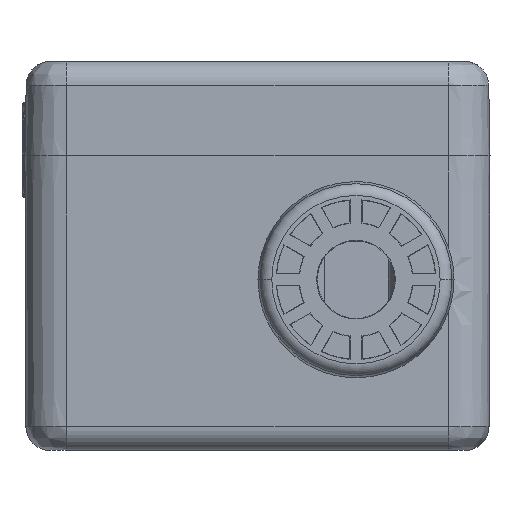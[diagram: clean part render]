
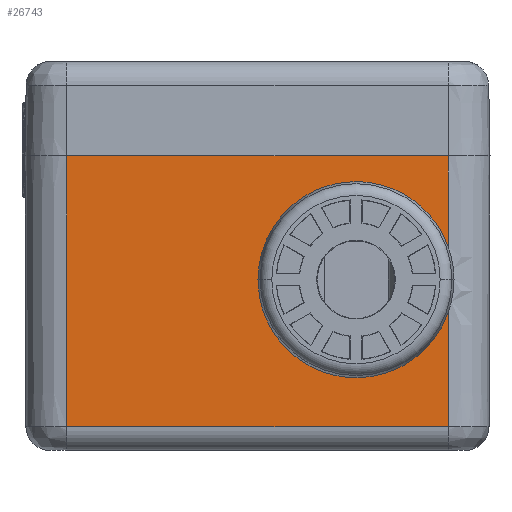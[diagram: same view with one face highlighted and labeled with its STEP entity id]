
A CAD part, front view. The second image highlights one B-rep face of the part: STEP entity #26743.
In plain terms, the highlighted planar face has unit normal (0, -1, -0.004).
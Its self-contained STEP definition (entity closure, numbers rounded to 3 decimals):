
#16401=DIRECTION('',(1.,0.,0.));
#16402=VECTOR('',#16401,32.);
#16403=CARTESIAN_POINT('',(-17.,-71.5,-1.8));
#16404=LINE('',#16403,#16402);
#16773=DIRECTION('',(-1.,0.,0.));
#16774=VECTOR('',#16773,32.);
#16775=CARTESIAN_POINT('',(15.,-71.421,
-24.507));
#16776=LINE('',#16775,#16774);
#16780=DIRECTION('',(0.,0.003,-1.));
#16781=VECTOR('',#16780,22.707);
#16782=CARTESIAN_POINT('',(-17.,-71.5,-1.8));
#16783=LINE('',#16782,#16781);
#16787=DIRECTION('',(0.,0.003,-1.));
#16788=VECTOR('',#16787,7.629);
#16789=CARTESIAN_POINT('',(15.,-71.5,-1.8));
#16790=LINE('',#16789,#16788);
#16794=CARTESIAN_POINT('',(15.,-71.473,-9.429));
#16795=CARTESIAN_POINT('',(14.917,-71.474,
-9.196));
#16796=CARTESIAN_POINT('',(14.77,-71.475,
-8.842));
#16797=CARTESIAN_POINT('',(14.504,-71.477,
-8.291));
#16798=CARTESIAN_POINT('',(14.201,-71.479,
-7.774));
#16799=CARTESIAN_POINT('',(13.859,-71.481,
-7.281));
#16800=CARTESIAN_POINT('',(13.423,-71.483,
-6.734));
#16801=CARTESIAN_POINT('',(12.902,-71.485,
-6.194));
#16802=CARTESIAN_POINT('',(12.3,-71.486,
-5.683));
#16803=CARTESIAN_POINT('',(11.716,-71.488,
-5.271));
#16804=CARTESIAN_POINT('',(10.954,-71.489,
-4.825));
#16805=CARTESIAN_POINT('',(10.029,-71.491,
-4.422));
#16806=CARTESIAN_POINT('',(8.95,-71.492,
-4.121));
#16807=CARTESIAN_POINT('',(7.897,-71.492,
-3.972));
#16808=CARTESIAN_POINT('',(6.868,-71.492,
-3.958));
#16809=CARTESIAN_POINT('',(5.86,-71.492,
-4.069));
#16810=CARTESIAN_POINT('',(4.874,-71.491,
-4.302));
#16811=CARTESIAN_POINT('',(3.908,-71.49,
-4.66));
#16812=CARTESIAN_POINT('',(2.966,-71.488,
-5.153));
#16813=CARTESIAN_POINT('',(2.051,-71.486,
-5.797));
#16814=CARTESIAN_POINT('',(1.314,-71.484,
-6.487));
#16815=CARTESIAN_POINT('',(0.746,-71.481,
-7.163));
#16816=CARTESIAN_POINT('',(0.333,-71.479,
-7.747));
#16817=CARTESIAN_POINT('',(-0.063,-71.477,
-8.429));
#16818=CARTESIAN_POINT('',(-0.373,-71.474,
-9.113));
#16819=CARTESIAN_POINT('',(-0.601,-71.472,
-9.774));
#16820=CARTESIAN_POINT('',(-0.758,-71.47,
-10.354));
#16821=CARTESIAN_POINT('',(-0.87,-71.468,
-10.942));
#16822=CARTESIAN_POINT('',(-0.937,-71.466,
-11.551));
#16823=CARTESIAN_POINT('',(-0.956,-71.465,
-11.934));
#16824=CARTESIAN_POINT('',(-0.956,-71.464,
-12.181));
#16829=CARTESIAN_POINT('',(-0.956,-71.464,
-12.181));
#16830=CARTESIAN_POINT('',(-0.956,-71.463,
-12.429));
#16831=CARTESIAN_POINT('',(-0.937,-71.462,
-12.813));
#16832=CARTESIAN_POINT('',(-0.872,-71.459,
-13.422));
#16833=CARTESIAN_POINT('',(-0.759,-71.457,
-14.011));
#16834=CARTESIAN_POINT('',(-0.603,-71.455,
-14.591));
#16835=CARTESIAN_POINT('',(-0.375,-71.453,
-15.253));
#16836=CARTESIAN_POINT('',(-0.066,-71.451,
-15.937));
#16837=CARTESIAN_POINT('',(0.33,-71.448,
-16.62));
#16838=CARTESIAN_POINT('',(0.742,-71.446,
-17.204));
#16839=CARTESIAN_POINT('',(1.31,-71.444,
-17.88));
#16840=CARTESIAN_POINT('',(2.046,-71.441,
-18.571));
#16841=CARTESIAN_POINT('',(2.962,-71.439,
-19.216));
#16842=CARTESIAN_POINT('',(3.904,-71.437,
-19.709));
#16843=CARTESIAN_POINT('',(4.869,-71.436,
-20.068));
#16844=CARTESIAN_POINT('',(5.855,-71.435,
-20.302));
#16845=CARTESIAN_POINT('',(6.863,-71.435,
-20.414));
#16846=CARTESIAN_POINT('',(7.893,-71.435,
-20.4));
#16847=CARTESIAN_POINT('',(8.945,-71.436,
-20.252));
#16848=CARTESIAN_POINT('',(10.024,-71.437,
-19.952));
#16849=CARTESIAN_POINT('',(10.95,-71.438,
-19.549));
#16850=CARTESIAN_POINT('',(11.712,-71.44,
-19.103));
#16851=CARTESIAN_POINT('',(12.297,-71.441,
-18.692));
#16852=CARTESIAN_POINT('',(12.899,-71.443,
-18.181));
#16853=CARTESIAN_POINT('',(13.42,-71.445,
-17.641));
#16854=CARTESIAN_POINT('',(13.857,-71.447,
-17.094));
#16855=CARTESIAN_POINT('',(14.2,-71.448,
-16.6));
#16856=CARTESIAN_POINT('',(14.503,-71.45,
-16.083));
#16857=CARTESIAN_POINT('',(14.77,-71.452,
-15.531));
#16858=CARTESIAN_POINT('',(14.917,-71.453,
-15.176));
#16859=CARTESIAN_POINT('',(15.,-71.454,-14.943));
#16864=DIRECTION('',(0.,0.003,-1.));
#16865=VECTOR('',#16864,9.564);
#16866=CARTESIAN_POINT('',(15.,-71.454,-14.943));
#16867=LINE('',#16866,#16865);
#24626=VERTEX_POINT('',#16794);
#24627=VERTEX_POINT('',#16824);
#24628=VERTEX_POINT('',#16859);
#24630=CARTESIAN_POINT('',(-17.,-71.5,-1.8));
#24631=CARTESIAN_POINT('',(15.,-71.5,-1.8));
#24632=VERTEX_POINT('',#24630);
#24633=VERTEX_POINT('',#24631);
#24841=CARTESIAN_POINT('',(-17.,-71.421,-24.507));
#24843=VERTEX_POINT('',#24841);
#24867=CARTESIAN_POINT('',(15.,-71.421,-24.507));
#24868=VERTEX_POINT('',#24867);
#26725=CARTESIAN_POINT('',(-21.014,-71.5,-1.8));
#26726=DIRECTION('',(0.,-1.,-0.003));
#26727=DIRECTION('',(1.,0.,0.));
#26728=AXIS2_PLACEMENT_3D('',#26725,#26726,#26727);
#26729=PLANE('',#26728);
#26730=ORIENTED_EDGE('',*,*,#26712,.T.);
#26731=ORIENTED_EDGE('',*,*,#26499,.F.);
#26732=ORIENTED_EDGE('',*,*,#26258,.T.);
#26734=ORIENTED_EDGE('',*,*,#26733,.T.);
#26736=ORIENTED_EDGE('',*,*,#26735,.T.);
#26738=ORIENTED_EDGE('',*,*,#26737,.T.);
#26740=ORIENTED_EDGE('',*,*,#26739,.T.);
#26741=EDGE_LOOP('',(#26730,#26731,#26732,#26734,#26736,#26738,#26740));
#26742=FACE_OUTER_BOUND('',#26741,.F.);
#16825=B_SPLINE_CURVE_WITH_KNOTS('',3,(#16794,#16795,#16796,#16797,#16798,
#16799,#16800,#16801,#16802,#16803,#16804,#16805,#16806,#16807,#16808,#16809,
#16810,#16811,#16812,#16813,#16814,#16815,#16816,#16817,#16818,#16819,#16820,
#16821,#16822,#16823,#16824),.UNSPECIFIED.,.F.,.F.,(4,1,1,1,1,1,1,1,1,1,1,1,1,1,
1,1,1,1,1,1,1,1,1,1,1,1,1,1,4),(0.,0.008,0.016,0.031,0.047,
0.063,0.094,0.125,0.156,0.188,0.25,0.313,0.375,0.438,
0.5,0.563,0.625,0.688,0.75,0.813,0.844,0.875,0.906,
0.938,0.953,0.969,0.984,0.992,1.),.UNSPECIFIED.);
#16860=B_SPLINE_CURVE_WITH_KNOTS('',3,(#16829,#16830,#16831,#16832,#16833,
#16834,#16835,#16836,#16837,#16838,#16839,#16840,#16841,#16842,#16843,#16844,
#16845,#16846,#16847,#16848,#16849,#16850,#16851,#16852,#16853,#16854,#16855,
#16856,#16857,#16858,#16859),.UNSPECIFIED.,.F.,.F.,(4,1,1,1,1,1,1,1,1,1,1,1,1,1,
1,1,1,1,1,1,1,1,1,1,1,1,1,1,4),(0.,0.008,0.016,0.031,0.047,
0.063,0.094,0.125,0.156,0.188,0.25,0.313,0.375,0.438,
0.5,0.563,0.625,0.688,0.75,0.813,0.844,0.875,0.906,
0.938,0.953,0.969,0.984,0.992,1.),.UNSPECIFIED.);
#26258=EDGE_CURVE('',#24632,#24633,#16404,.T.);
#26499=EDGE_CURVE('',#24632,#24843,#16783,.T.);
#26712=EDGE_CURVE('',#24868,#24843,#16776,.T.);
#26733=EDGE_CURVE('',#24633,#24626,#16790,.T.);
#26735=EDGE_CURVE('',#24626,#24627,#16825,.T.);
#26737=EDGE_CURVE('',#24627,#24628,#16860,.T.);
#26739=EDGE_CURVE('',#24628,#24868,#16867,.T.);
#26743=ADVANCED_FACE('',(#26742),#26729,.T.);
